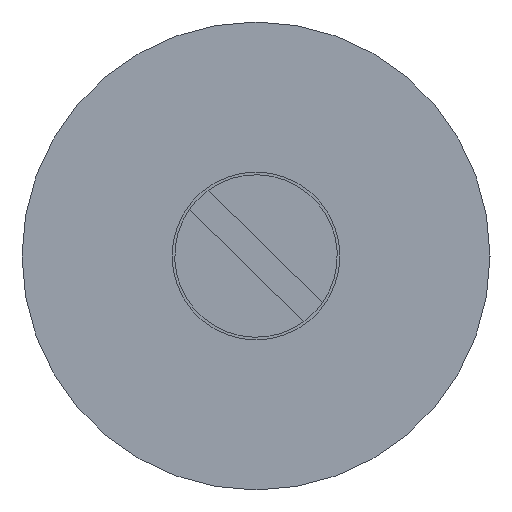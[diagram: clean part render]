
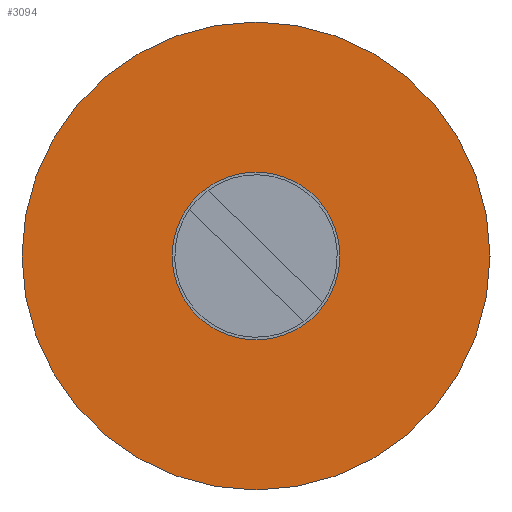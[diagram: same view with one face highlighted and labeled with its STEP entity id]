
A CAD part, left-side view. The second image highlights one B-rep face of the part: STEP entity #3094.
In plain terms, the highlighted planar face has unit normal (-1, 0, 0).
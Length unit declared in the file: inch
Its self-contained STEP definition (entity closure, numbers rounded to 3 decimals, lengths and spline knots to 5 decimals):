
#22 = DIRECTION ( 'NONE',  ( 0., 0., 1. ) ) ;
#511 = CARTESIAN_POINT ( 'NONE',  ( 0., 0., 0. ) ) ;
#565 = CIRCLE ( 'NONE', #3617, 0.15779 ) ;
#770 = CARTESIAN_POINT ( 'NONE',  ( 0., 0., 0.44 ) ) ;
#811 = EDGE_CURVE ( 'NONE', #1281, #1281, #1148, .T. ) ;
#825 = FACE_BOUND ( 'NONE', #3717, .T. ) ;
#862 = DIRECTION ( 'NONE',  ( -1., 0., 0. ) ) ;
#1078 = DIRECTION ( 'NONE',  ( -1., 0., 0. ) ) ;
#1148 = CIRCLE ( 'NONE', #3900, 0.44 ) ;
#1156 = EDGE_CURVE ( 'NONE', #3508, #3508, #565, .T. ) ;
#1281 = VERTEX_POINT ( 'NONE', #770 ) ;
#1384 = CARTESIAN_POINT ( 'NONE',  ( 0., 0., 0. ) ) ;
#1744 = CARTESIAN_POINT ( 'NONE',  ( 0., 0., 0. ) ) ;
#2288 = DIRECTION ( 'NONE',  ( 0., 0., 1. ) ) ;
#2428 = EDGE_LOOP ( 'NONE', ( #2789 ) ) ;
#2461 = CARTESIAN_POINT ( 'NONE',  ( 0., 0., 0.15779 ) ) ;
#2484 = ORIENTED_EDGE ( 'NONE', *, *, #1156, .F. ) ;
#2495 = DIRECTION ( 'NONE',  ( 1., 0., 0. ) ) ;
#2510 = DIRECTION ( 'NONE',  ( 0., 0., -1. ) ) ;
#2771 = AXIS2_PLACEMENT_3D ( 'NONE', #1744, #2495, #2510 ) ;
#2789 = ORIENTED_EDGE ( 'NONE', *, *, #811, .T. ) ;
#3094 = ADVANCED_FACE ( 'NONE', ( #825, #3748 ), #3936, .F. ) ;
#3508 = VERTEX_POINT ( 'NONE', #2461 ) ;
#3617 = AXIS2_PLACEMENT_3D ( 'NONE', #511, #862, #2288 ) ;
#3717 = EDGE_LOOP ( 'NONE', ( #2484 ) ) ;
#3748 = FACE_OUTER_BOUND ( 'NONE', #2428, .T. ) ;
#3900 = AXIS2_PLACEMENT_3D ( 'NONE', #1384, #1078, #22 ) ;
#3936 = PLANE ( 'NONE',  #2771 ) ;
